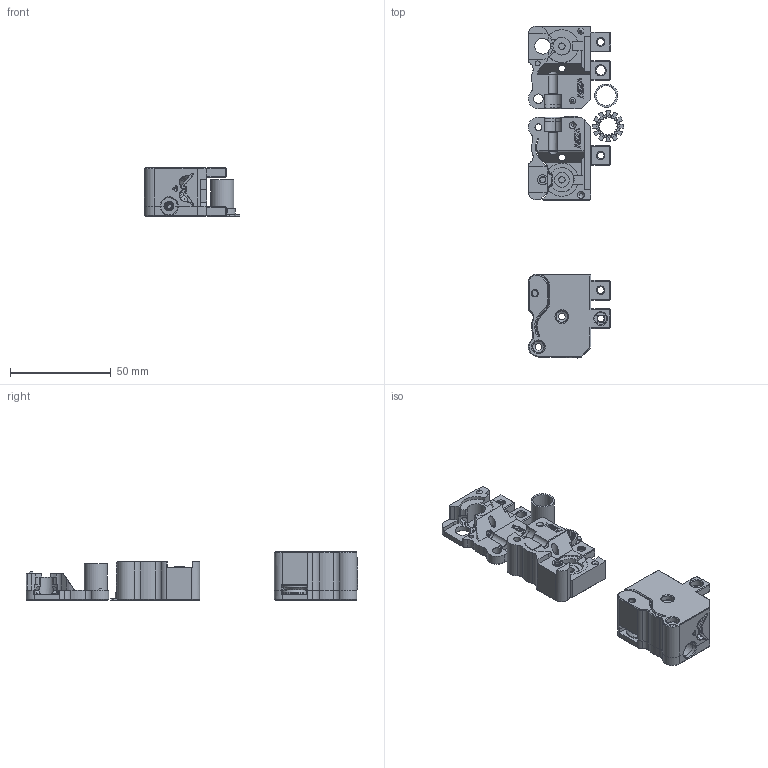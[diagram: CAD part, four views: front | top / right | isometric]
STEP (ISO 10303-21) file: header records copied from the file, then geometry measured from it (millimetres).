
FILE_DESCRIPTION(/* description */ (''),/* implementation_level */ '2;1');
FILE_NAME(/* name */ 'EncoderCart - Binky v23.step',/* time_stamp */ '2023-12-16T01:02:02+01:00',/* author */ (''),/* organization */ (''),/* preprocessor_version */ 'ST-DEVELOPER v20',/* originating_system */ 'Autodesk Translation Framework v12.14.0.127',/* authorisation */ '');
FILE_SCHEMA (('AUTOMOTIVE_DESIGN { 1 0 10303 214 3 1 1 }'));
Length unit declared in the file: millimetre
Products named in the file (13): EncoderCart - Binky; Magnet6x3 v1 (3); Magnet6x3 v1 (1) (1); M3 Threaded Insert v1; M3 Threaded Insert v1 (1); M3 Threaded Insert v1 (2); M3 Threaded Insert (1)^VORON Clockwork_X Carriage; V623ZZ; Build Plate; Encoder_SlottedWheel_PushTool; Encoder_Slotted_Wheel; Encoder_Right; Encoder_Left
Assembly tree (16 placements, depth 3):
  EncoderCart - Binky
    Magnet6x3 v1 (3)
    Magnet6x3 v1 (1) (1)
    M3 Threaded Insert v1
      M3 Threaded Insert (1)^VORON Clockwork_X Carriage
    M3 Threaded Insert v1 (1)
      M3 Threaded Insert (1)^VORON Clockwork_X Carriage
    M3 Threaded Insert v1 (2)
      M3 Threaded Insert (1)^VORON Clockwork_X Carriage
    V623ZZ
    Build Plate
      Encoder_SlottedWheel_PushTool
      Encoder_Slotted_Wheel
      Encoder_Right
      Encoder_Left
    Encoder_Right
    Encoder_Left
Bounding box: 47.24 x 164.5 x 24 mm (x, y, z)
Volume: 49274.8 mm3; surface area: 26988.5 mm2
Topology: 7 solids, 7 shells, 1718 faces, 4533 edges, 2868 vertices
Faces by surface type: plane 741, bspline 540, cylinder 326, cone 100, torus 11
Full cylindrical faces by diameter (mm): 1.75 x2, 2 x6, 2.5 x2, 2.8 x4, 3 x2, 3.2 x8, 3.4 x10, 4 x1, 4.7 x6, 5 x3, 6 x8, 7.25 x2, 7.8 x2, 8.8 x2, 9 x1, 9.9 x1, 11.1 x1, 11.5 x1, 12 x2
Entity records: 33793 total; most frequent: CARTESIAN_POINT 11350, ORIENTED_EDGE 4974, DIRECTION 4031, EDGE_CURVE 2487, VERTEX_POINT 1581, LINE 1367, VECTOR 1367, AXIS2_PLACEMENT_3D 1332
